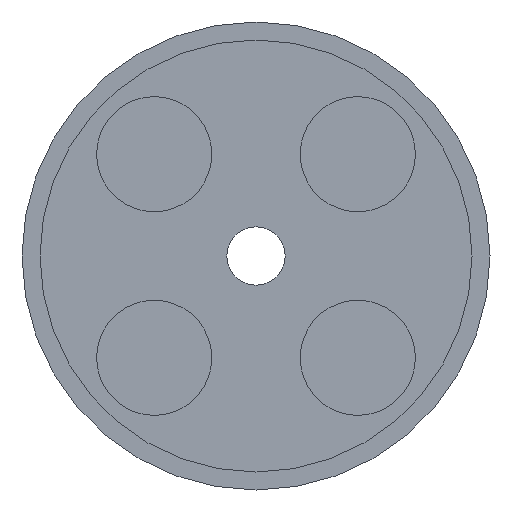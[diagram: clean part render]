
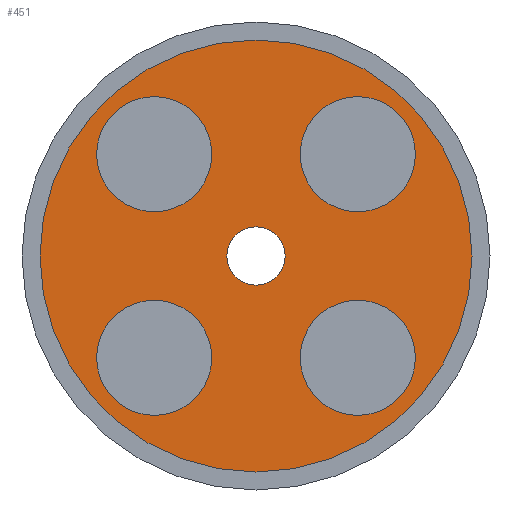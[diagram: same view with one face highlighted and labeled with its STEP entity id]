
A CAD part, left-side view. The second image highlights one B-rep face of the part: STEP entity #451.
In plain terms, the highlighted planar face has unit normal (-1, 0, 0).
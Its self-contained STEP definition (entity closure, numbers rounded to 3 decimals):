
#10 = ORIENTED_EDGE ( 'NONE', *, *, #202, .T. ) ;
#12 = CIRCLE ( 'NONE', #189, 16. ) ;
#13 = DIRECTION ( 'NONE',  ( 0., 0., 1. ) ) ;
#18 = EDGE_CURVE ( 'NONE', #551, #643, #655, .T. ) ;
#25 = CARTESIAN_POINT ( 'NONE',  ( -10., -28.284, 12.284 ) ) ;
#26 = CARTESIAN_POINT ( 'NONE',  ( -10., 28.284, 28.284 ) ) ;
#46 = AXIS2_PLACEMENT_3D ( 'NONE', #114, #566, #160 ) ;
#50 = DIRECTION ( 'NONE',  ( -1., 0., 0. ) ) ;
#52 = VERTEX_POINT ( 'NONE', #303 ) ;
#54 = CARTESIAN_POINT ( 'NONE',  ( -10., -28.284, -12.284 ) ) ;
#57 = AXIS2_PLACEMENT_3D ( 'NONE', #553, #378, #277 ) ;
#69 = VERTEX_POINT ( 'NONE', #147 ) ;
#71 = DIRECTION ( 'NONE',  ( -1., 0., 0. ) ) ;
#73 = CARTESIAN_POINT ( 'NONE',  ( -10., 28.284, 12.284 ) ) ;
#76 = DIRECTION ( 'NONE',  ( -1., 0., 0. ) ) ;
#85 = DIRECTION ( 'NONE',  ( -1., 0., 0. ) ) ;
#90 = AXIS2_PLACEMENT_3D ( 'NONE', #206, #211, #279 ) ;
#96 = AXIS2_PLACEMENT_3D ( 'NONE', #204, #157, #704 ) ;
#102 = DIRECTION ( 'NONE',  ( 0., 0., 1. ) ) ;
#105 = CARTESIAN_POINT ( 'NONE',  ( -10., 28.284, -28.284 ) ) ;
#114 = CARTESIAN_POINT ( 'NONE',  ( -10., 0., 0. ) ) ;
#115 = CARTESIAN_POINT ( 'NONE',  ( -10., -28.284, 28.284 ) ) ;
#119 = EDGE_CURVE ( 'NONE', #608, #69, #320, .T. ) ;
#120 = CARTESIAN_POINT ( 'NONE',  ( -10., -28.284, 28.284 ) ) ;
#124 = AXIS2_PLACEMENT_3D ( 'NONE', #26, #85, #638 ) ;
#129 = CIRCLE ( 'NONE', #57, 16. ) ;
#140 = CARTESIAN_POINT ( 'NONE',  ( -10., 0., 8.1 ) ) ;
#147 = CARTESIAN_POINT ( 'NONE',  ( -10., -28.284, -44.284 ) ) ;
#148 = ORIENTED_EDGE ( 'NONE', *, *, #371, .F. ) ;
#152 = ORIENTED_EDGE ( 'NONE', *, *, #242, .F. ) ;
#155 = EDGE_LOOP ( 'NONE', ( #243, #10 ) ) ;
#157 = DIRECTION ( 'NONE',  ( -1., 0., 0. ) ) ;
#158 = EDGE_LOOP ( 'NONE', ( #557, #351 ) ) ;
#160 = DIRECTION ( 'NONE',  ( 0., 0., 1. ) ) ;
#163 = CIRCLE ( 'NONE', #46, 8.1 ) ;
#176 = DIRECTION ( 'NONE',  ( 0., 0., 1. ) ) ;
#179 = EDGE_LOOP ( 'NONE', ( #148, #496 ) ) ;
#189 = AXIS2_PLACEMENT_3D ( 'NONE', #105, #76, #249 ) ;
#190 = DIRECTION ( 'NONE',  ( 0., 0., 1. ) ) ;
#197 = AXIS2_PLACEMENT_3D ( 'NONE', #598, #603, #546 ) ;
#200 = VERTEX_POINT ( 'NONE', #674 ) ;
#202 = EDGE_CURVE ( 'NONE', #579, #52, #549, .T. ) ;
#204 = CARTESIAN_POINT ( 'NONE',  ( -10., 0., 0. ) ) ;
#206 = CARTESIAN_POINT ( 'NONE',  ( -10., -28.284, -28.284 ) ) ;
#210 = CIRCLE ( 'NONE', #296, 16. ) ;
#211 = DIRECTION ( 'NONE',  ( -1., 0., 0. ) ) ;
#212 = FACE_BOUND ( 'NONE', #376, .T. ) ;
#221 = FACE_BOUND ( 'NONE', #179, .T. ) ;
#230 = DIRECTION ( 'NONE',  ( -1., 0., 0. ) ) ;
#234 = AXIS2_PLACEMENT_3D ( 'NONE', #294, #50, #176 ) ;
#242 = EDGE_CURVE ( 'NONE', #600, #332, #210, .T. ) ;
#243 = ORIENTED_EDGE ( 'NONE', *, *, #428, .T. ) ;
#249 = DIRECTION ( 'NONE',  ( 0., 0., 1. ) ) ;
#256 = CARTESIAN_POINT ( 'NONE',  ( -10., 28.284, -12.284 ) ) ;
#277 = DIRECTION ( 'NONE',  ( 0., 0., 1. ) ) ;
#279 = DIRECTION ( 'NONE',  ( 0., 0., 1. ) ) ;
#282 = ORIENTED_EDGE ( 'NONE', *, *, #348, .F. ) ;
#294 = CARTESIAN_POINT ( 'NONE',  ( -10., 0., 0. ) ) ;
#296 = AXIS2_PLACEMENT_3D ( 'NONE', #115, #230, #400 ) ;
#303 = CARTESIAN_POINT ( 'NONE',  ( -10., 0., 60. ) ) ;
#304 = DIRECTION ( 'NONE',  ( -1., 0., 0. ) ) ;
#320 = CIRCLE ( 'NONE', #90, 16. ) ;
#328 = AXIS2_PLACEMENT_3D ( 'NONE', #486, #688, #13 ) ;
#331 = FACE_BOUND ( 'NONE', #158, .T. ) ;
#332 = VERTEX_POINT ( 'NONE', #25 ) ;
#336 = ORIENTED_EDGE ( 'NONE', *, *, #604, .F. ) ;
#348 = EDGE_CURVE ( 'NONE', #332, #600, #435, .T. ) ;
#351 = ORIENTED_EDGE ( 'NONE', *, *, #724, .F. ) ;
#366 = EDGE_LOOP ( 'NONE', ( #336, #653 ) ) ;
#369 = AXIS2_PLACEMENT_3D ( 'NONE', #547, #719, #102 ) ;
#371 = EDGE_CURVE ( 'NONE', #695, #200, #377, .T. ) ;
#376 = EDGE_LOOP ( 'NONE', ( #657, #409 ) ) ;
#377 = CIRCLE ( 'NONE', #197, 16. ) ;
#378 = DIRECTION ( 'NONE',  ( -1., 0., 0. ) ) ;
#389 = FACE_BOUND ( 'NONE', #572, .T. ) ;
#400 = DIRECTION ( 'NONE',  ( 0., 0., 1. ) ) ;
#403 = CARTESIAN_POINT ( 'NONE',  ( -10., 0., -8.1 ) ) ;
#409 = ORIENTED_EDGE ( 'NONE', *, *, #444, .F. ) ;
#428 = EDGE_CURVE ( 'NONE', #52, #579, #494, .T. ) ;
#435 = CIRCLE ( 'NONE', #519, 16. ) ;
#444 = EDGE_CURVE ( 'NONE', #69, #608, #129, .T. ) ;
#451 = ADVANCED_FACE ( 'NONE', ( #661, #212, #389, #331, #221, #550 ), #503, .T. ) ;
#472 = CIRCLE ( 'NONE', #555, 8.1 ) ;
#486 = CARTESIAN_POINT ( 'NONE',  ( -10., 28.284, 28.284 ) ) ;
#494 = CIRCLE ( 'NONE', #369, 60. ) ;
#496 = ORIENTED_EDGE ( 'NONE', *, *, #612, .F. ) ;
#503 = PLANE ( 'NONE',  #96 ) ;
#519 = AXIS2_PLACEMENT_3D ( 'NONE', #120, #71, #577 ) ;
#537 = VERTEX_POINT ( 'NONE', #403 ) ;
#546 = DIRECTION ( 'NONE',  ( 0., 0., 1. ) ) ;
#547 = CARTESIAN_POINT ( 'NONE',  ( -10., 0., 0. ) ) ;
#549 = CIRCLE ( 'NONE', #234, 60. ) ;
#550 = FACE_OUTER_BOUND ( 'NONE', #155, .T. ) ;
#551 = VERTEX_POINT ( 'NONE', #675 ) ;
#553 = CARTESIAN_POINT ( 'NONE',  ( -10., -28.284, -28.284 ) ) ;
#555 = AXIS2_PLACEMENT_3D ( 'NONE', #640, #304, #190 ) ;
#557 = ORIENTED_EDGE ( 'NONE', *, *, #18, .F. ) ;
#566 = DIRECTION ( 'NONE',  ( -1., 0., 0. ) ) ;
#569 = CIRCLE ( 'NONE', #328, 16. ) ;
#572 = EDGE_LOOP ( 'NONE', ( #152, #282 ) ) ;
#575 = CARTESIAN_POINT ( 'NONE',  ( -10., -28.284, 44.284 ) ) ;
#577 = DIRECTION ( 'NONE',  ( 0., 0., 1. ) ) ;
#579 = VERTEX_POINT ( 'NONE', #623 ) ;
#598 = CARTESIAN_POINT ( 'NONE',  ( -10., 28.284, -28.284 ) ) ;
#600 = VERTEX_POINT ( 'NONE', #575 ) ;
#603 = DIRECTION ( 'NONE',  ( -1., 0., 0. ) ) ;
#604 = EDGE_CURVE ( 'NONE', #617, #537, #163, .T. ) ;
#608 = VERTEX_POINT ( 'NONE', #54 ) ;
#612 = EDGE_CURVE ( 'NONE', #200, #695, #12, .T. ) ;
#617 = VERTEX_POINT ( 'NONE', #140 ) ;
#623 = CARTESIAN_POINT ( 'NONE',  ( -10., 0., -60. ) ) ;
#638 = DIRECTION ( 'NONE',  ( 0., 0., 1. ) ) ;
#640 = CARTESIAN_POINT ( 'NONE',  ( -10., 0., 0. ) ) ;
#643 = VERTEX_POINT ( 'NONE', #73 ) ;
#653 = ORIENTED_EDGE ( 'NONE', *, *, #703, .F. ) ;
#655 = CIRCLE ( 'NONE', #124, 16. ) ;
#657 = ORIENTED_EDGE ( 'NONE', *, *, #119, .F. ) ;
#661 = FACE_BOUND ( 'NONE', #366, .T. ) ;
#674 = CARTESIAN_POINT ( 'NONE',  ( -10., 28.284, -44.284 ) ) ;
#675 = CARTESIAN_POINT ( 'NONE',  ( -10., 28.284, 44.284 ) ) ;
#688 = DIRECTION ( 'NONE',  ( -1., 0., 0. ) ) ;
#695 = VERTEX_POINT ( 'NONE', #256 ) ;
#703 = EDGE_CURVE ( 'NONE', #537, #617, #472, .T. ) ;
#704 = DIRECTION ( 'NONE',  ( 0., 0., 1. ) ) ;
#719 = DIRECTION ( 'NONE',  ( -1., 0., 0. ) ) ;
#724 = EDGE_CURVE ( 'NONE', #643, #551, #569, .T. ) ;
